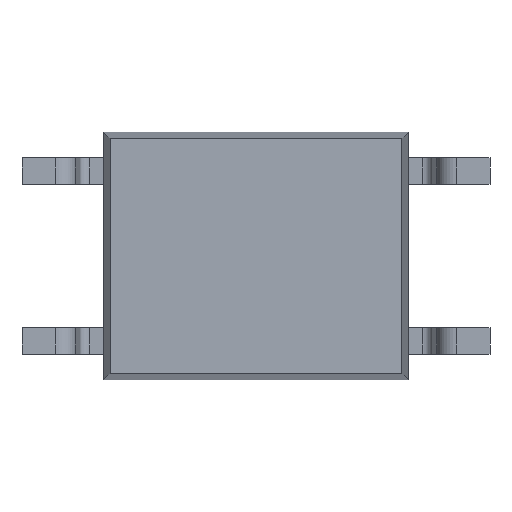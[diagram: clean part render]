
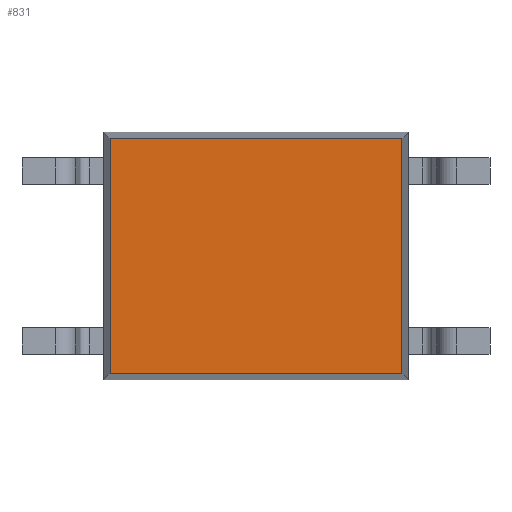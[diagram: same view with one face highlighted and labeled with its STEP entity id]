
A CAD part, front view. The second image highlights one B-rep face of the part: STEP entity #831.
In plain terms, the highlighted planar face has unit normal (0, -1, 0).
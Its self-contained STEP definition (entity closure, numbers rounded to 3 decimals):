
#72 = CARTESIAN_POINT ( 'NONE',  ( -2.275, 0.1, -1.758 ) ) ;
#104 = ORIENTED_EDGE ( 'NONE', *, *, #149, .T. ) ;
#149 = EDGE_CURVE ( 'NONE', #410, #921, #909, .T. ) ;
#216 = ORIENTED_EDGE ( 'NONE', *, *, #928, .T. ) ;
#228 = FACE_OUTER_BOUND ( 'NONE', #260, .T. ) ;
#236 = DIRECTION ( 'NONE',  ( 1., 0., 0. ) ) ;
#260 = EDGE_LOOP ( 'NONE', ( #1143, #216, #978, #104 ) ) ;
#278 = PLANE ( 'NONE',  #2188 ) ;
#287 = DIRECTION ( 'NONE',  ( 0., 0., 1. ) ) ;
#394 = LINE ( 'NONE', #1141, #1230 ) ;
#410 = VERTEX_POINT ( 'NONE', #648 ) ;
#494 = LINE ( 'NONE', #1854, #1260 ) ;
#648 = CARTESIAN_POINT ( 'NONE',  ( -2.183, 0.1, -1.758 ) ) ;
#788 = LINE ( 'NONE', #899, #1893 ) ;
#831 = ADVANCED_FACE ( 'NONE', ( #228 ), #278, .F. ) ;
#843 = DIRECTION ( 'NONE',  ( -1., 0., 0. ) ) ;
#852 = VERTEX_POINT ( 'NONE', #1137 ) ;
#899 = CARTESIAN_POINT ( 'NONE',  ( -2.183, 0.1, 1.85 ) ) ;
#909 = LINE ( 'NONE', #72, #1070 ) ;
#921 = VERTEX_POINT ( 'NONE', #1020 ) ;
#928 = EDGE_CURVE ( 'NONE', #1972, #852, #494, .T. ) ;
#978 = ORIENTED_EDGE ( 'NONE', *, *, #1222, .T. ) ;
#1020 = CARTESIAN_POINT ( 'NONE',  ( 2.183, 0.1, -1.758 ) ) ;
#1070 = VECTOR ( 'NONE', #236, 1000. ) ;
#1136 = DIRECTION ( 'NONE',  ( 0., 0., 1. ) ) ;
#1137 = CARTESIAN_POINT ( 'NONE',  ( -2.183, 0.1, 1.758 ) ) ;
#1141 = CARTESIAN_POINT ( 'NONE',  ( 2.183, 0.1, 1.85 ) ) ;
#1143 = ORIENTED_EDGE ( 'NONE', *, *, #1597, .T. ) ;
#1222 = EDGE_CURVE ( 'NONE', #852, #410, #788, .T. ) ;
#1230 = VECTOR ( 'NONE', #1136, 1000. ) ;
#1254 = CARTESIAN_POINT ( 'NONE',  ( 2.183, 0.1, 1.758 ) ) ;
#1260 = VECTOR ( 'NONE', #843, 1000. ) ;
#1597 = EDGE_CURVE ( 'NONE', #921, #1972, #394, .T. ) ;
#1854 = CARTESIAN_POINT ( 'NONE',  ( -2.275, 0.1, 1.758 ) ) ;
#1893 = VECTOR ( 'NONE', #2084, 1000. ) ;
#1972 = VERTEX_POINT ( 'NONE', #1254 ) ;
#2084 = DIRECTION ( 'NONE',  ( 0., 0., -1. ) ) ;
#2137 = DIRECTION ( 'NONE',  ( 0., 1., 0. ) ) ;
#2153 = CARTESIAN_POINT ( 'NONE',  ( 0., 0.1, 0. ) ) ;
#2188 = AXIS2_PLACEMENT_3D ( 'NONE', #2153, #2137, #287 ) ;
